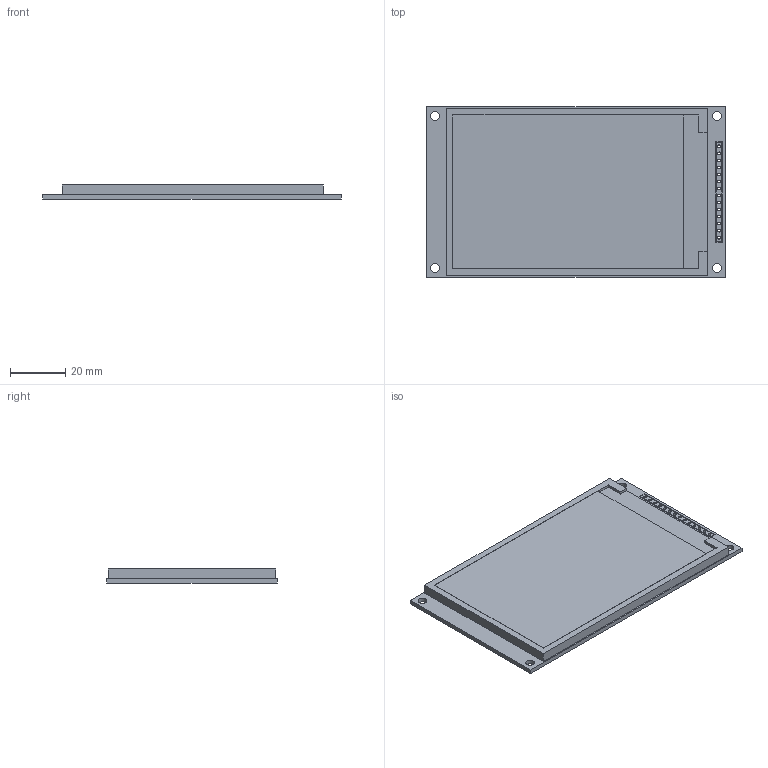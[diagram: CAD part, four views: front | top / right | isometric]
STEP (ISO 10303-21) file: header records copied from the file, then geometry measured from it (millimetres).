
FILE_DESCRIPTION(/* description */ (''),/* implementation_level */ '2;1');
FILE_NAME(/* name */ '4-LCD-Rough-v2.step',/* time_stamp */ '2020-10-06T12:43:46-06:00',/* author */ (''),/* organization */ (''),/* preprocessor_version */ 'ST-DEVELOPER v18.1',/* originating_system */ 'Autodesk Translation Framework v9.3.0.1241',/* authorisation */ '');
FILE_SCHEMA (('AUTOMOTIVE_DESIGN { 1 0 10303 214 3 1 1 }'));
Length unit declared in the file: millimetre
Products named in the file (1): 4" LCD Rough
Bounding box: 108.04 x 61.74 x 5.1 mm (x, y, z)
Volume: 29781.7 mm3; surface area: 15130.8 mm2
Topology: 2 solids, 2 shells, 49 faces, 132 edges, 88 vertices
Faces by surface type: plane 31, cylinder 18
Full cylindrical faces by diameter (mm): 1 x14, 3.2 x4
Entity records: 1692 total; most frequent: CARTESIAN_POINT 270, DIRECTION 268, ORIENTED_EDGE 264, EDGE_CURVE 132, LINE 96, VECTOR 96, EDGE_LOOP 88, VERTEX_POINT 88
